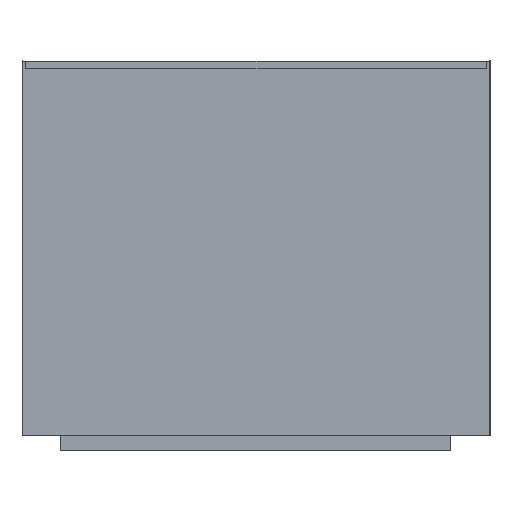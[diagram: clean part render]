
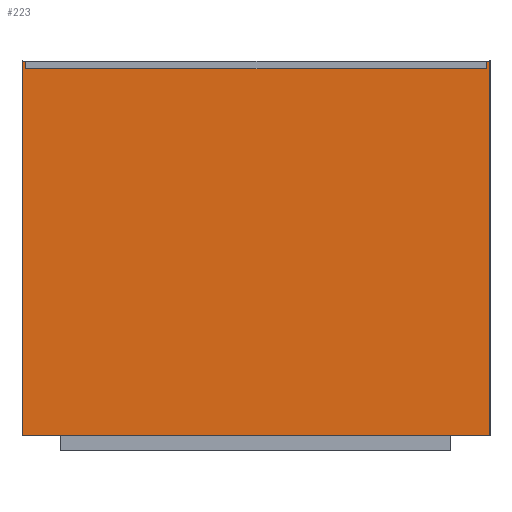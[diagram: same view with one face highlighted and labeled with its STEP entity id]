
A CAD part, left-side view. The second image highlights one B-rep face of the part: STEP entity #223.
In plain terms, the highlighted planar face has unit normal (-1, 0, 0).
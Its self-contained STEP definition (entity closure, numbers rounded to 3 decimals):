
#10 = LINE ( 'NONE', #429, #211 ) ;
#11 = DIRECTION ( 'NONE',  ( 0., 0., -1. ) ) ;
#18 = FACE_OUTER_BOUND ( 'NONE', #373, .T. ) ;
#27 = VERTEX_POINT ( 'NONE', #1299 ) ;
#59 = EDGE_CURVE ( 'NONE', #531, #157, #625, .T. ) ;
#117 = VECTOR ( 'NONE', #326, 1000. ) ;
#156 = LINE ( 'NONE', #976, #474 ) ;
#157 = VERTEX_POINT ( 'NONE', #431 ) ;
#159 = ORIENTED_EDGE ( 'NONE', *, *, #169, .T. ) ;
#169 = EDGE_CURVE ( 'NONE', #1140, #407, #156, .T. ) ;
#206 = EDGE_CURVE ( 'NONE', #296, #27, #623, .T. ) ;
#211 = VECTOR ( 'NONE', #422, 1000. ) ;
#212 = EDGE_CURVE ( 'NONE', #657, #531, #218, .T. ) ;
#218 = LINE ( 'NONE', #333, #829 ) ;
#223 = ADVANCED_FACE ( 'NONE', ( #18 ), #1043, .T. ) ;
#244 = EDGE_CURVE ( 'NONE', #296, #1140, #688, .T. ) ;
#295 = ORIENTED_EDGE ( 'NONE', *, *, #59, .T. ) ;
#296 = VERTEX_POINT ( 'NONE', #446 ) ;
#310 = DIRECTION ( 'NONE',  ( 0., 0., 1. ) ) ;
#326 = DIRECTION ( 'NONE',  ( 0., 1., 0. ) ) ;
#333 = CARTESIAN_POINT ( 'NONE',  ( -0.5, 0.295, 0.02 ) ) ;
#340 = VECTOR ( 'NONE', #11, 1000. ) ;
#357 = ORIENTED_EDGE ( 'NONE', *, *, #206, .F. ) ;
#365 = VECTOR ( 'NONE', #516, 1000. ) ;
#373 = EDGE_LOOP ( 'NONE', ( #295, #1003, #878, #357, #705, #159, #497, #1091 ) ) ;
#407 = VERTEX_POINT ( 'NONE', #668 ) ;
#422 = DIRECTION ( 'NONE',  ( 0., 1., 0. ) ) ;
#429 = CARTESIAN_POINT ( 'NONE',  ( -0.5, -0.3, 0.49 ) ) ;
#431 = CARTESIAN_POINT ( 'NONE',  ( -0.5, 0.3, 0.5 ) ) ;
#446 = CARTESIAN_POINT ( 'NONE',  ( -0.5, -0.3, 0.5 ) ) ;
#459 = CARTESIAN_POINT ( 'NONE',  ( -0.5, 0.295, 0.5 ) ) ;
#461 = DIRECTION ( 'NONE',  ( 0., 0., -1. ) ) ;
#474 = VECTOR ( 'NONE', #461, 1000. ) ;
#497 = ORIENTED_EDGE ( 'NONE', *, *, #1100, .T. ) ;
#516 = DIRECTION ( 'NONE',  ( 0., -1., 0. ) ) ;
#529 = DIRECTION ( 'NONE',  ( 0., 0., 1. ) ) ;
#531 = VERTEX_POINT ( 'NONE', #459 ) ;
#623 = LINE ( 'NONE', #652, #340 ) ;
#625 = LINE ( 'NONE', #807, #810 ) ;
#630 = CARTESIAN_POINT ( 'NONE',  ( -0.5, 0.3, 0.02 ) ) ;
#652 = CARTESIAN_POINT ( 'NONE',  ( -0.5, -0.3, 0.02 ) ) ;
#657 = VERTEX_POINT ( 'NONE', #802 ) ;
#668 = CARTESIAN_POINT ( 'NONE',  ( -0.5, -0.295, 0.49 ) ) ;
#688 = LINE ( 'NONE', #945, #117 ) ;
#705 = ORIENTED_EDGE ( 'NONE', *, *, #244, .T. ) ;
#747 = CARTESIAN_POINT ( 'NONE',  ( -0.5, -0.3, 0.02 ) ) ;
#752 = CARTESIAN_POINT ( 'NONE',  ( -0.5, 0.3, 0.02 ) ) ;
#802 = CARTESIAN_POINT ( 'NONE',  ( -0.5, 0.295, 0.49 ) ) ;
#807 = CARTESIAN_POINT ( 'NONE',  ( -0.5, -0.3, 0.5 ) ) ;
#810 = VECTOR ( 'NONE', #823, 1000. ) ;
#821 = EDGE_CURVE ( 'NONE', #1033, #157, #1296, .T. ) ;
#823 = DIRECTION ( 'NONE',  ( 0., 1., 0. ) ) ;
#827 = CARTESIAN_POINT ( 'NONE',  ( -0.5, -0.295, 0.5 ) ) ;
#829 = VECTOR ( 'NONE', #1205, 1000. ) ;
#866 = EDGE_CURVE ( 'NONE', #1033, #27, #1099, .T. ) ;
#878 = ORIENTED_EDGE ( 'NONE', *, *, #866, .T. ) ;
#927 = CARTESIAN_POINT ( 'NONE',  ( -0.5, 0.3, 0.02 ) ) ;
#945 = CARTESIAN_POINT ( 'NONE',  ( -0.5, -0.3, 0.5 ) ) ;
#976 = CARTESIAN_POINT ( 'NONE',  ( -0.5, -0.295, 0.02 ) ) ;
#1002 = AXIS2_PLACEMENT_3D ( 'NONE', #747, #1270, #529 ) ;
#1003 = ORIENTED_EDGE ( 'NONE', *, *, #821, .F. ) ;
#1033 = VERTEX_POINT ( 'NONE', #752 ) ;
#1043 = PLANE ( 'NONE',  #1002 ) ;
#1091 = ORIENTED_EDGE ( 'NONE', *, *, #212, .T. ) ;
#1099 = LINE ( 'NONE', #630, #365 ) ;
#1100 = EDGE_CURVE ( 'NONE', #407, #657, #10, .T. ) ;
#1140 = VERTEX_POINT ( 'NONE', #827 ) ;
#1205 = DIRECTION ( 'NONE',  ( 0., 0., 1. ) ) ;
#1264 = VECTOR ( 'NONE', #310, 1000. ) ;
#1270 = DIRECTION ( 'NONE',  ( -1., 0., 0. ) ) ;
#1296 = LINE ( 'NONE', #927, #1264 ) ;
#1299 = CARTESIAN_POINT ( 'NONE',  ( -0.5, -0.3, 0.02 ) ) ;
